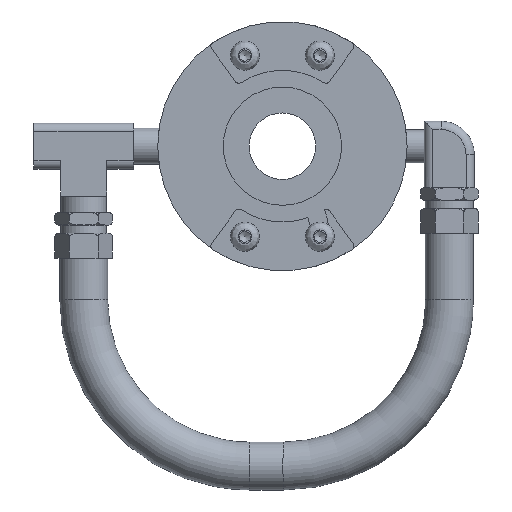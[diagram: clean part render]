
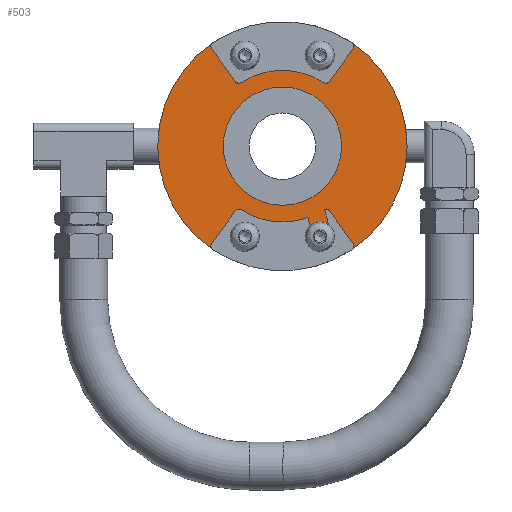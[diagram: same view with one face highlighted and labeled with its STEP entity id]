
A CAD part, front view. The second image highlights one B-rep face of the part: STEP entity #503.
In plain terms, the highlighted planar face has unit normal (0, -1, 0).
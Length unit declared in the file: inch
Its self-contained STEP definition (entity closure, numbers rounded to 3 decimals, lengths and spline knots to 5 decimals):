
#124=CARTESIAN_POINT('',(-1.51129,-0.06364,1.813));
#125=VERTEX_POINT('',#124);
#126=CARTESIAN_POINT('',(-1.88629,-0.06364,1.438));
#127=VERTEX_POINT('',#126);
#128=CARTESIAN_POINT('',(-1.51129,-0.06364,1.438));
#129=DIRECTION('',(0.0,-1.0,0.0));
#130=DIRECTION('',(1.0,0.0,0.0));
#131=AXIS2_PLACEMENT_3D('',#128,#129,#130);
#132=CIRCLE('',#131,0.375);
#133=EDGE_CURVE('',#125,#127,#132,.T.);
#166=CARTESIAN_POINT('',(-2.26129,-0.06364,1.813));
#167=VERTEX_POINT('',#166);
#168=CARTESIAN_POINT('',(-2.26129,-0.06364,1.438));
#169=DIRECTION('',(0.0,-1.0,0.0));
#170=DIRECTION('',(0.0,0.0,-1.0));
#171=AXIS2_PLACEMENT_3D('',#168,#169,#170);
#172=CIRCLE('',#171,0.375);
#173=EDGE_CURVE('',#127,#167,#172,.T.);
#199=CARTESIAN_POINT('',(-2.36447,-0.06364,1.813));
#200=VERTEX_POINT('',#199);
#201=CARTESIAN_POINT('',(-2.26129,-0.06364,1.813));
#202=DIRECTION('',(-1.0,0.0,0.0));
#203=VECTOR('',#202,0.10318);
#204=LINE('',#201,#203);
#205=EDGE_CURVE('',#167,#200,#204,.T.);
#230=CARTESIAN_POINT('',(-1.40811,-0.06364,1.813));
#231=VERTEX_POINT('',#230);
#232=CARTESIAN_POINT('',(-1.40811,-0.06364,1.813));
#233=DIRECTION('',(-1.0,0.0,0.0));
#234=VECTOR('',#233,0.10318);
#235=LINE('',#232,#234);
#236=EDGE_CURVE('',#231,#125,#235,.T.);
#261=CARTESIAN_POINT('',(-1.88629,-0.06364,-1.438));
#262=VERTEX_POINT('',#261);
#263=CARTESIAN_POINT('',(-1.51129,-0.06364,-1.813));
#264=VERTEX_POINT('',#263);
#265=CARTESIAN_POINT('',(-1.51129,-0.06364,-1.438));
#266=DIRECTION('',(0.0,-1.0,0.0));
#267=DIRECTION('',(0.0,0.0,1.0));
#268=AXIS2_PLACEMENT_3D('',#265,#266,#267);
#269=CIRCLE('',#268,0.375);
#270=EDGE_CURVE('',#262,#264,#269,.T.);
#303=CARTESIAN_POINT('',(-1.40811,-0.06364,-1.813));
#304=VERTEX_POINT('',#303);
#305=CARTESIAN_POINT('',(-1.51129,-0.06364,-1.813));
#306=DIRECTION('',(1.0,0.0,0.0));
#307=VECTOR('',#306,0.10318);
#308=LINE('',#305,#307);
#309=EDGE_CURVE('',#264,#304,#308,.T.);
#334=CARTESIAN_POINT('',(-2.36447,-0.06364,-1.813));
#335=VERTEX_POINT('',#334);
#336=CARTESIAN_POINT('',(-2.26129,-0.06364,-1.813));
#337=VERTEX_POINT('',#336);
#338=CARTESIAN_POINT('',(-2.36447,-0.06364,-1.813));
#339=DIRECTION('',(1.0,0.0,0.0));
#340=VECTOR('',#339,0.10318);
#341=LINE('',#338,#340);
#342=EDGE_CURVE('',#335,#337,#341,.T.);
#374=CARTESIAN_POINT('',(-2.26129,-0.06364,-1.438));
#375=DIRECTION('',(0.0,-1.0,0.0));
#376=DIRECTION('',(-1.0,0.0,0.0));
#377=AXIS2_PLACEMENT_3D('',#374,#375,#376);
#378=CIRCLE('',#377,0.375);
#379=EDGE_CURVE('',#337,#262,#378,.T.);
#407=CARTESIAN_POINT('',(-1.88629,-0.06364,0.0));
#408=DIRECTION('',(0.0,-1.0,0.0));
#409=DIRECTION('',(1.0,0.0,0.0));
#410=AXIS2_PLACEMENT_3D('',#407,#408,#409);
#411=CIRCLE('',#410,1.875);
#412=EDGE_CURVE('',#200,#335,#411,.T.);
#458=CARTESIAN_POINT('',(-0.50399,-0.06364,0.0));
#459=DIRECTION('',(0.0,-1.0,0.0));
#460=DIRECTION('',(0.0,0.0,-1.0));
#461=AXIS2_PLACEMENT_3D('',#458,#459,#460);
#462=PLANE('',#461);
#463=ORIENTED_EDGE('',*,*,#236,.T.);
#464=ORIENTED_EDGE('',*,*,#133,.T.);
#465=ORIENTED_EDGE('',*,*,#173,.T.);
#466=ORIENTED_EDGE('',*,*,#205,.T.);
#467=ORIENTED_EDGE('',*,*,#412,.T.);
#468=ORIENTED_EDGE('',*,*,#342,.T.);
#469=ORIENTED_EDGE('',*,*,#379,.T.);
#470=ORIENTED_EDGE('',*,*,#270,.T.);
#471=ORIENTED_EDGE('',*,*,#309,.T.);
#472=CARTESIAN_POINT('',(-1.88629,-0.06364,0.0));
#473=DIRECTION('',(0.0,-1.0,0.0));
#474=DIRECTION('',(1.0,0.0,0.0));
#475=AXIS2_PLACEMENT_3D('',#472,#473,#474);
#476=CIRCLE('',#475,1.875);
#477=EDGE_CURVE('',#304,#231,#476,.T.);
#478=ORIENTED_EDGE('',*,*,#477,.T.);
#479=EDGE_LOOP('',(#463,#464,#465,#466,#467,#468,#469,#470,#471,#478));
#480=FACE_OUTER_BOUND('',#479,.T.);
#481=CARTESIAN_POINT('',(-0.99669,-0.06364,0.0));
#482=VERTEX_POINT('',#481);
#483=CARTESIAN_POINT('',(-1.88629,-0.06364,0.0));
#484=DIRECTION('',(0.0,-1.0,0.0));
#485=DIRECTION('',(1.0,0.0,0.0));
#486=AXIS2_PLACEMENT_3D('',#483,#484,#485);
#487=CIRCLE('',#486,0.8896);
#488=EDGE_CURVE('',#482,#482,#487,.T.);
#489=ORIENTED_EDGE('',*,*,#488,.F.);
#490=EDGE_LOOP('',(#489));
#491=FACE_BOUND('',#490,.T.);
#492=CARTESIAN_POINT('',(-1.44721,-0.06364,-1.3618));
#493=VERTEX_POINT('',#492);
#494=CARTESIAN_POINT('',(-1.32221,-0.06364,-1.3618));
#495=DIRECTION('',(0.0,1.0,0.0));
#496=DIRECTION('',(1.0,0.0,0.0));
#497=AXIS2_PLACEMENT_3D('',#494,#495,#496);
#498=CIRCLE('',#497,0.125);
#499=EDGE_CURVE('',#493,#493,#498,.T.);
#500=ORIENTED_EDGE('',*,*,#499,.T.);
#501=EDGE_LOOP('',(#500));
#502=FACE_BOUND('',#501,.T.);
#503=ADVANCED_FACE('',(#480,#491,#502),#462,.T.);
